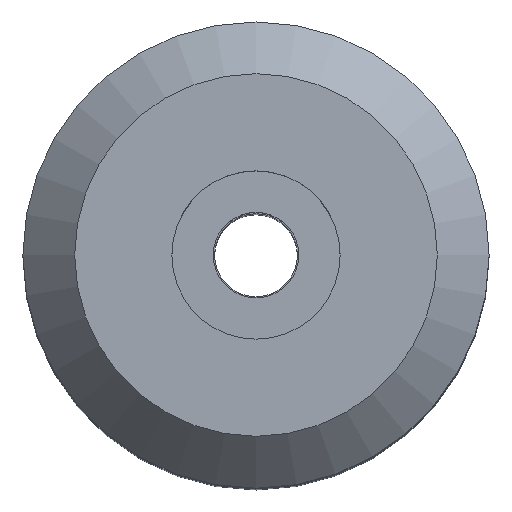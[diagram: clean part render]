
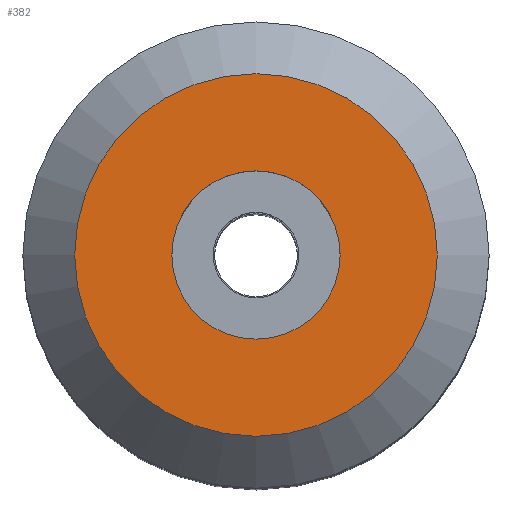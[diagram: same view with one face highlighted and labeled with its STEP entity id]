
A CAD part, top view. The second image highlights one B-rep face of the part: STEP entity #382.
In plain terms, the highlighted planar face has unit normal (0, 0, 1).
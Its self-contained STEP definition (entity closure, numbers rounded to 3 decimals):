
#42=FACE_BOUND('',#120,.T.);
#53=PLANE('',#504);
#86=FACE_OUTER_BOUND('',#119,.T.);
#119=EDGE_LOOP('',(#332));
#120=EDGE_LOOP('',(#333));
#179=CIRCLE('',#495,3.25);
#182=CIRCLE('',#500,7.);
#210=VERTEX_POINT('',#726);
#213=VERTEX_POINT('',#735);
#248=EDGE_CURVE('',#210,#210,#179,.T.);
#252=EDGE_CURVE('',#213,#213,#182,.T.);
#332=ORIENTED_EDGE('',*,*,#252,.F.);
#333=ORIENTED_EDGE('',*,*,#248,.T.);
#382=ADVANCED_FACE('',(#86,#42),#53,.T.);
#495=AXIS2_PLACEMENT_3D('',#727,#600,#601);
#500=AXIS2_PLACEMENT_3D('',#736,#611,#612);
#504=AXIS2_PLACEMENT_3D('',#744,#621,#622);
#600=DIRECTION('center_axis',(0.,0.,-1.));
#601=DIRECTION('ref_axis',(-1.,0.,0.));
#611=DIRECTION('center_axis',(0.,0.,-1.));
#612=DIRECTION('ref_axis',(-1.,0.,0.));
#621=DIRECTION('center_axis',(0.,0.,1.));
#622=DIRECTION('ref_axis',(1.,0.,0.));
#726=CARTESIAN_POINT('',(3.25,0.,4.));
#727=CARTESIAN_POINT('Origin',(0.,0.,4.));
#735=CARTESIAN_POINT('',(7.,0.,4.));
#736=CARTESIAN_POINT('Origin',(0.,0.,4.));
#744=CARTESIAN_POINT('Origin',(0.,0.,4.));
